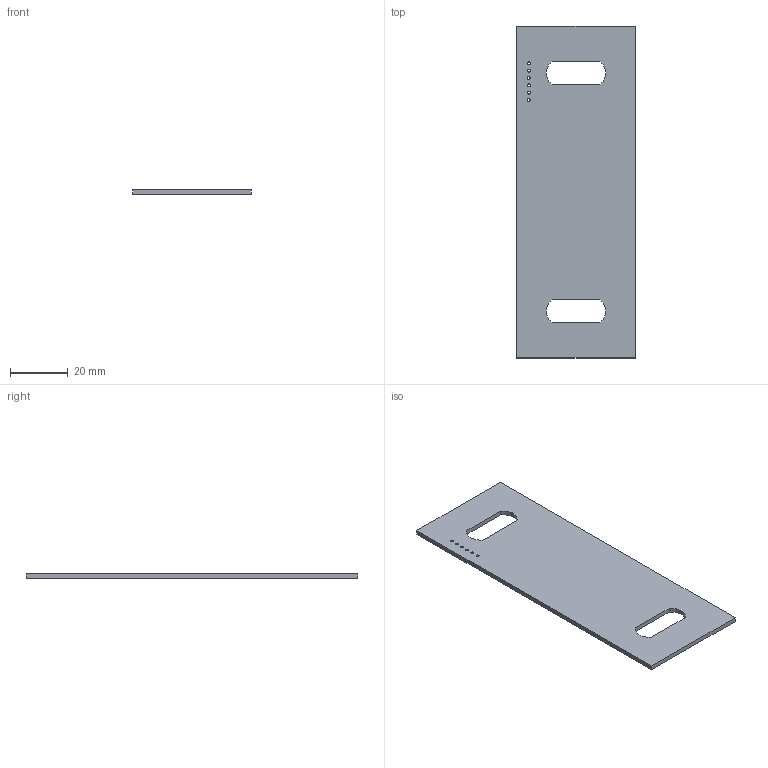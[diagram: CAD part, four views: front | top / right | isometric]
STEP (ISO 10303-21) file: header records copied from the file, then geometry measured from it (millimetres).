
FILE_DESCRIPTION(('KiCad electronic assembly'),'2;1');
FILE_NAME('Coin_Slots.step','2022-02-03T10:54:48',('Pcbnew'),('Kicad'), 'Open CASCADE STEP processor 7.6','KiCad to STEP converter','Unknown' );
FILE_SCHEMA(('AUTOMOTIVE_DESIGN { 1 0 10303 214 1 1 1 1 }'));
Length unit declared in the file: millimetre
Products named in the file (2): Coin_Slots 1; Coin_Slots PCB
Assembly tree (1 placements, depth 2):
  Coin_Slots 1
    Coin_Slots PCB
Bounding box: 41.06 x 115.35 x 1.6 mm (x, y, z)
Volume: 7077.4 mm3; surface area: 9542.7 mm2
Topology: 1 solids, 1 shells, 20 faces, 54 edges, 36 vertices
Faces by surface type: plane 10, cylinder 10
Full cylindrical faces by diameter (mm): 1 x6
Entity records: 1479 total; most frequent: CARTESIAN_POINT 340, DIRECTION 206, LINE 122, VECTOR 122, ORIENTED_EDGE 108, PCURVE 108, DEFINITIONAL_REPRESENTATION 108, EDGE_CURVE 54
